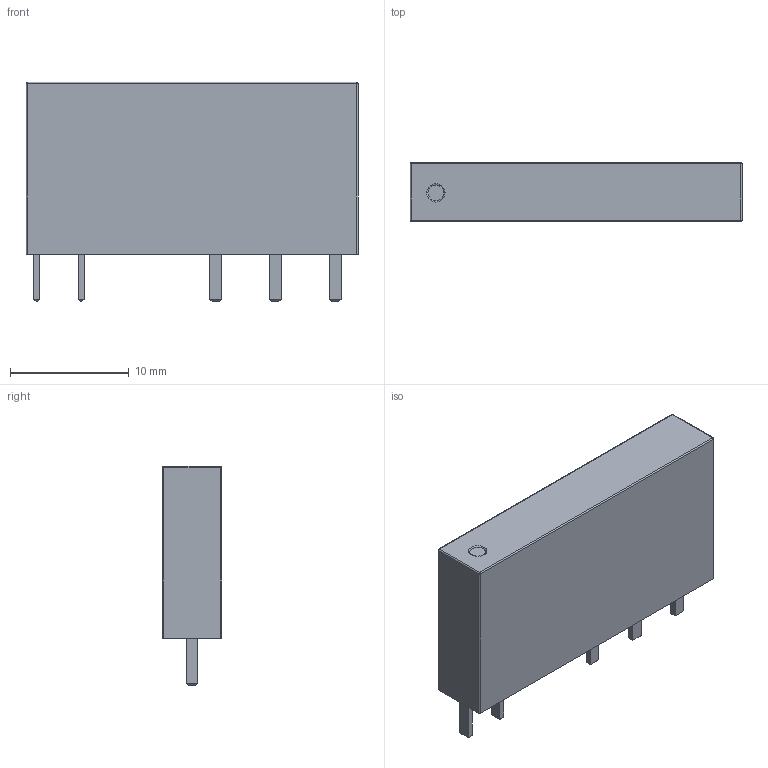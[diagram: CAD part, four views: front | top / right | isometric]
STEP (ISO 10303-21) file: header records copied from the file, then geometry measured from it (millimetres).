
FILE_DESCRIPTION (( 'STEP AP214' ), '1' );
FILE_NAME ('RELAYS-TH_SR-1C.step', '2022-07-09T14:30:25', ( '' ), ( '' ), 'SwSTEP 2.0', 'SolidWorks 2020', '' );
FILE_SCHEMA (( 'AUTOMOTIVE_DESIGN' ));
Length unit declared in the file: millimetre
Products named in the file (1): RELAYS-TH_SR-1C
Bounding box: 28 x 5.01 x 18.5 mm (x, y, z)
Volume: 2039.3 mm3; surface area: 1292.8 mm2
Topology: 1 solids, 1 shells, 350 faces, 920 edges, 600 vertices
Faces by surface type: plane 222, bspline 114, cylinder 8, sphere 4, torus 2
Entity records: 14989 total; most frequent: CARTESIAN_POINT 4229, ORIENTED_EDGE 1832, DIRECTION 1180, EDGE_CURVE 916, VECTOR 662, LINE 662, VERTEX_POINT 600, EDGE_LOOP 382
